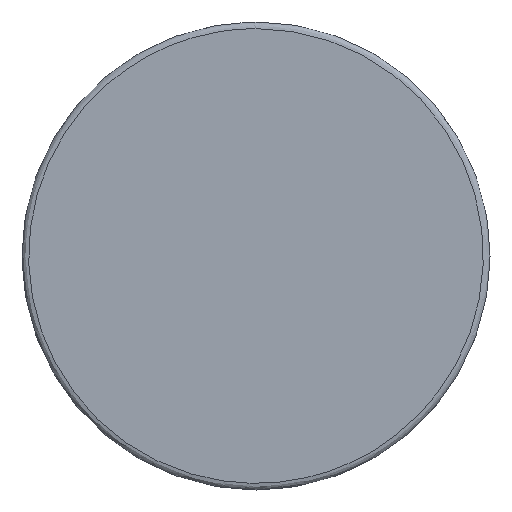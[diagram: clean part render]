
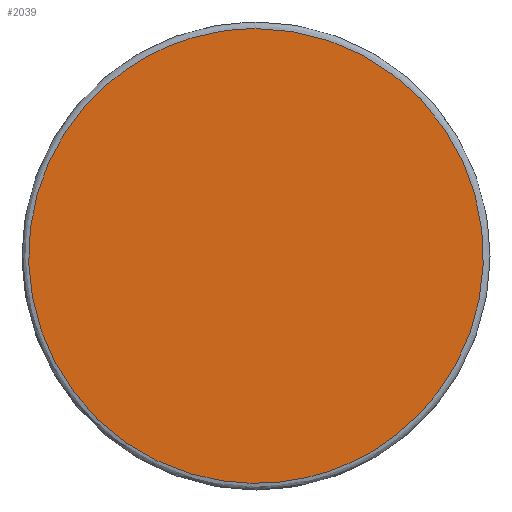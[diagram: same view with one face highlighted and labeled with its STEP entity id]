
A CAD part, front view. The second image highlights one B-rep face of the part: STEP entity #2039.
In plain terms, the highlighted planar face has unit normal (0, -1, 0).
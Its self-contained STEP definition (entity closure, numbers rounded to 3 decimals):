
#606 = CARTESIAN_POINT ( 'NONE',  ( 0., -20.5, -34.2 ) ) ;
#641 = CARTESIAN_POINT ( 'NONE',  ( 0., -20.5, 0. ) ) ;
#1297 = CARTESIAN_POINT ( 'NONE',  ( 68.4, -20.5, 34.2 ) ) ;
#1527 = AXIS2_PLACEMENT_3D ( 'NONE', #641, #1885, #6092 ) ;
#1676 = VERTEX_POINT ( 'NONE', #6034 ) ;
#1885 = DIRECTION ( 'NONE',  ( 0., 1., 0. ) ) ;
#1931 = FACE_OUTER_BOUND ( 'NONE', #8618, .T. ) ;
#2039 = ADVANCED_FACE ( 'NONE', ( #1931 ), #6181, .F. ) ;
#3442 = CARTESIAN_POINT ( 'NONE',  ( 0., -20.5, 34.2 ) ) ;
#4132 = EDGE_CURVE ( 'NONE', #1676, #1676, #5497, .T. ) ;
#5147 = ORIENTED_EDGE ( 'NONE', *, *, #4132, .F. ) ;
#5497 =( BOUNDED_CURVE ( )  B_SPLINE_CURVE ( 3, ( #3442, #1297, #6234, #606, #9035, #6188, #8348 ),
 .UNSPECIFIED., .T., .T. ) 
 B_SPLINE_CURVE_WITH_KNOTS ( ( 4, 3, 4 ),
 ( 0., 0.5, 1. ),
 .UNSPECIFIED. ) 
 CURVE ( )  GEOMETRIC_REPRESENTATION_ITEM ( )  RATIONAL_B_SPLINE_CURVE ( ( 1., 0.333, 0.333, 1., 0.333, 0.333, 1. ) ) 
 REPRESENTATION_ITEM ( '' )  );
#6034 = CARTESIAN_POINT ( 'NONE',  ( 0., -20.5, 34.2 ) ) ;
#6092 = DIRECTION ( 'NONE',  ( 0., 0., 1. ) ) ;
#6181 = PLANE ( 'NONE',  #1527 ) ;
#6188 = CARTESIAN_POINT ( 'NONE',  ( -68.4, -20.5, 34.2 ) ) ;
#6234 = CARTESIAN_POINT ( 'NONE',  ( 68.4, -20.5, -34.2 ) ) ;
#8348 = CARTESIAN_POINT ( 'NONE',  ( 0., -20.5, 34.2 ) ) ;
#8618 = EDGE_LOOP ( 'NONE', ( #5147 ) ) ;
#9035 = CARTESIAN_POINT ( 'NONE',  ( -68.4, -20.5, -34.2 ) ) ;
